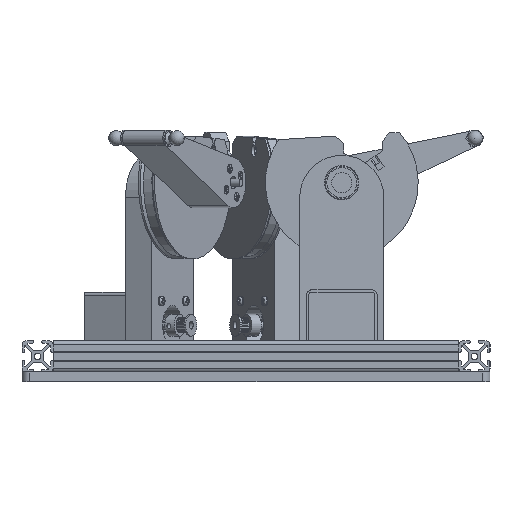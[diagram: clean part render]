
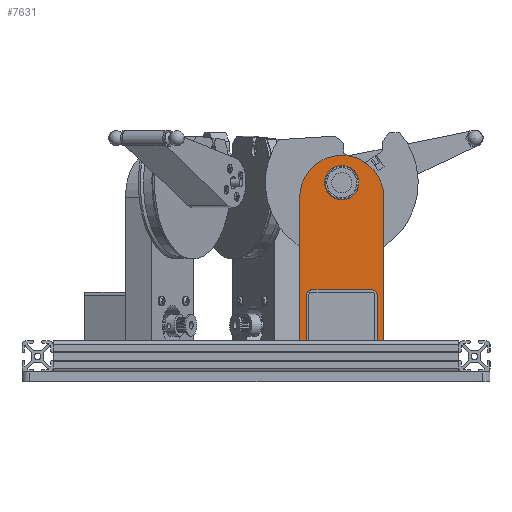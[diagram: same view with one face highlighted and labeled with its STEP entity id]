
A CAD part, left-side view. The second image highlights one B-rep face of the part: STEP entity #7631.
In plain terms, the highlighted face is planar.
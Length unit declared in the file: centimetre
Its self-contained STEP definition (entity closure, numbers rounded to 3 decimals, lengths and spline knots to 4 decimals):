
#2158=VECTOR('',#8879,1.);
#2161=VECTOR('',#8887,1.);
#2164=VECTOR('',#8895,1.);
#2167=VECTOR('',#8903,1.);
#2170=VECTOR('',#8921,1.);
#2172=VECTOR('',#8926,1.);
#2173=VECTOR('',#8927,1.);
#2577=LINE('',#10511,#2158);
#2580=LINE('',#10519,#2161);
#2583=LINE('',#10527,#2164);
#2586=LINE('',#10535,#2167);
#2589=LINE('',#10624,#2170);
#2591=LINE('',#10631,#2172);
#2592=LINE('',#10632,#2173);
#2988=PLANE('',#8064);
#3220=VERTEX_POINT('',#10506);
#3221=VERTEX_POINT('',#10508);
#3222=VERTEX_POINT('',#10512);
#3223=VERTEX_POINT('',#10516);
#3224=VERTEX_POINT('',#10520);
#3225=VERTEX_POINT('',#10524);
#3226=VERTEX_POINT('',#10528);
#3227=VERTEX_POINT('',#10532);
#3236=VERTEX_POINT('',#10623);
#3237=VERTEX_POINT('',#10625);
#3238=VERTEX_POINT('',#10629);
#3239=VERTEX_POINT('',#10630);
#3240=VERTEX_POINT('',#10634);
#3798=CIRCLE('',#8044,0.35);
#3799=CIRCLE('',#8047,0.35);
#3800=CIRCLE('',#8050,0.35);
#3801=CIRCLE('',#8053,0.35);
#3806=CIRCLE('',#8065,2.7);
#3807=CIRCLE('',#8066,1.1);
#4134=EDGE_CURVE('',#3221,#3220,#3798,.T.);
#4136=EDGE_CURVE('',#3222,#3221,#2577,.T.);
#4138=EDGE_CURVE('',#3223,#3222,#3799,.T.);
#4140=EDGE_CURVE('',#3224,#3223,#2580,.T.);
#4142=EDGE_CURVE('',#3225,#3224,#3800,.T.);
#4144=EDGE_CURVE('',#3226,#3225,#2583,.T.);
#4146=EDGE_CURVE('',#3227,#3226,#3801,.T.);
#4148=EDGE_CURVE('',#3220,#3227,#2586,.T.);
#4157=EDGE_CURVE('',#3236,#3237,#2589,.T.);
#4159=EDGE_CURVE('',#3238,#3239,#3806,.T.);
#4160=EDGE_CURVE('',#3237,#3238,#2591,.T.);
#4161=EDGE_CURVE('',#3239,#3236,#2592,.T.);
#4162=EDGE_CURVE('',#3240,#3240,#3807,.T.);
#5064=ORIENTED_EDGE('',*,*,#4134,.T.);
#5065=ORIENTED_EDGE('',*,*,#4148,.T.);
#5066=ORIENTED_EDGE('',*,*,#4146,.T.);
#5067=ORIENTED_EDGE('',*,*,#4144,.T.);
#5068=ORIENTED_EDGE('',*,*,#4142,.T.);
#5069=ORIENTED_EDGE('',*,*,#4140,.T.);
#5070=ORIENTED_EDGE('',*,*,#4138,.T.);
#5071=ORIENTED_EDGE('',*,*,#4136,.T.);
#5072=ORIENTED_EDGE('',*,*,#4159,.F.);
#5073=ORIENTED_EDGE('',*,*,#4160,.F.);
#5074=ORIENTED_EDGE('',*,*,#4157,.F.);
#5075=ORIENTED_EDGE('',*,*,#4161,.F.);
#5076=ORIENTED_EDGE('',*,*,#4162,.T.);
#6594=EDGE_LOOP('',(#5064,#5065,#5066,#5067,#5068,#5069,#5070,#5071));
#6595=EDGE_LOOP('',(#5072,#5073,#5074,#5075));
#6596=EDGE_LOOP('',(#5076));
#7163=FACE_BOUND('',#6594,.T.);
#7164=FACE_BOUND('',#6595,.T.);
#7165=FACE_BOUND('',#6596,.T.);
#7631=ADVANCED_FACE('',(#7163,#7164,#7165),#2988,.F.);
#8044=AXIS2_PLACEMENT_3D('',#10507,#8875,#8876);
#8047=AXIS2_PLACEMENT_3D('',#10515,#8883,#8884);
#8050=AXIS2_PLACEMENT_3D('',#10523,#8891,#8892);
#8053=AXIS2_PLACEMENT_3D('',#10531,#8899,#8900);
#8064=AXIS2_PLACEMENT_3D('',#10627,#8923,$);
#8065=AXIS2_PLACEMENT_3D('',#10628,#8924,#8925);
#8066=AXIS2_PLACEMENT_3D('',#10633,#8928,#8929);
#8875=DIRECTION('',(0.,0.,1.));
#8876=DIRECTION('',(-0.35,0.,0.));
#8879=DIRECTION('',(1.,0.,0.));
#8883=DIRECTION('',(0.,0.,1.));
#8884=DIRECTION('',(-0.35,0.,0.));
#8887=DIRECTION('',(0.,-1.,0.));
#8891=DIRECTION('',(0.,0.,1.));
#8892=DIRECTION('',(-0.35,0.,0.));
#8895=DIRECTION('',(-1.,0.,0.));
#8899=DIRECTION('',(0.,0.,1.));
#8900=DIRECTION('',(-0.35,0.,0.));
#8903=DIRECTION('',(0.,1.,0.));
#8921=DIRECTION('',(-1.,0.,0.));
#8923=DIRECTION('',(0.,0.,1.));
#8924=DIRECTION('',(0.,0.,1.));
#8925=DIRECTION('',(1.909,-1.909,0.));
#8926=DIRECTION('',(0.,-1.,0.));
#8927=DIRECTION('',(0.,1.,0.));
#8928=DIRECTION('',(0.,0.,1.));
#8929=DIRECTION('',(-1.1,0.,0.));
#10506=CARTESIAN_POINT('',(2.265,2.0275,-0.9525));
#10507=CARTESIAN_POINT('',(1.915,2.0275,-0.9525));
#10508=CARTESIAN_POINT('',(1.915,1.6775,-0.9525));
#10511=CARTESIAN_POINT('',(0.,1.6775,-0.9525));
#10512=CARTESIAN_POINT('',(-1.915,1.6775,-0.9525));
#10515=CARTESIAN_POINT('',(-1.915,2.0275,-0.9525));
#10516=CARTESIAN_POINT('',(-2.265,2.0275,-0.9525));
#10519=CARTESIAN_POINT('',(-2.265,1.9713,-0.9525));
#10520=CARTESIAN_POINT('',(-2.265,5.8575,-0.9525));
#10523=CARTESIAN_POINT('',(-1.915,5.8575,-0.9525));
#10524=CARTESIAN_POINT('',(-1.915,6.2075,-0.9525));
#10527=CARTESIAN_POINT('',(0.,6.2075,-0.9525));
#10528=CARTESIAN_POINT('',(1.915,6.2075,-0.9525));
#10531=CARTESIAN_POINT('',(1.915,5.8575,-0.9525));
#10532=CARTESIAN_POINT('',(2.265,5.8575,-0.9525));
#10535=CARTESIAN_POINT('',(2.265,1.9713,-0.9525));
#10623=CARTESIAN_POINT('',(2.7,6.9425,-0.9525));
#10624=CARTESIAN_POINT('',(2.7,6.9425,-0.9525));
#10625=CARTESIAN_POINT('',(-2.7,6.9425,-0.9525));
#10627=CARTESIAN_POINT('',(0.,0.,-0.9525));
#10628=CARTESIAN_POINT('',(0.,-4.2425,-0.9525));
#10629=CARTESIAN_POINT('',(-2.7,-4.2425,-0.9525));
#10630=CARTESIAN_POINT('',(2.7,-4.2425,-0.9525));
#10631=CARTESIAN_POINT('',(-2.7,6.9425,-0.9525));
#10632=CARTESIAN_POINT('',(2.7,-6.9425,-0.9525));
#10633=CARTESIAN_POINT('',(0.,-5.1925,-0.9525));
#10634=CARTESIAN_POINT('',(-1.1,-5.1925,-0.9525));
